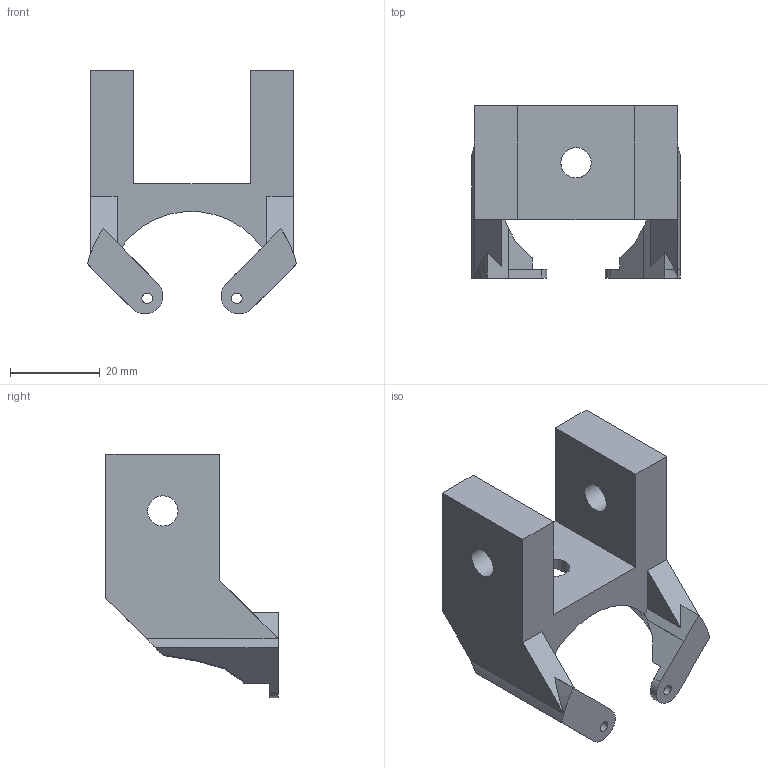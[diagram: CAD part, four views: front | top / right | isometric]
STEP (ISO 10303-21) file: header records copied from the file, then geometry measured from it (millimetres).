
FILE_DESCRIPTION(/* description */ (''),/* implementation_level */ '2;1');
FILE_NAME(/* name */ 'SN HeadbarHolderBlock V2.step',/* time_stamp */ '2024-01-29T10:23:32-05:00',/* author */ (''),/* organization */ (''),/* preprocessor_version */ 'ST-DEVELOPER v20',/* originating_system */ 'Autodesk Translation Framework v12.14.0.127',/* authorisation */ '');
FILE_SCHEMA (('AUTOMOTIVE_DESIGN { 1 0 10303 214 3 1 1 }'));
Length unit declared in the file: millimetre
Products named in the file (1): SN HeadbarHolderBlock V2
Bounding box: 46.62 x 38.4 x 54.42 mm (x, y, z)
Volume: 23771.9 mm3; surface area: 9591.7 mm2
Topology: 1 solids, 1 shells, 64 faces, 180 edges, 118 vertices
Faces by surface type: plane 39, cylinder 16, cone 9
Full cylindrical faces by diameter (mm): 2.35 x2, 6.756 x3
Entity records: 2134 total; most frequent: CARTESIAN_POINT 460, ORIENTED_EDGE 360, DIRECTION 327, EDGE_CURVE 180, VERTEX_POINT 118, AXIS2_PLACEMENT_3D 112, LINE 103, VECTOR 103
